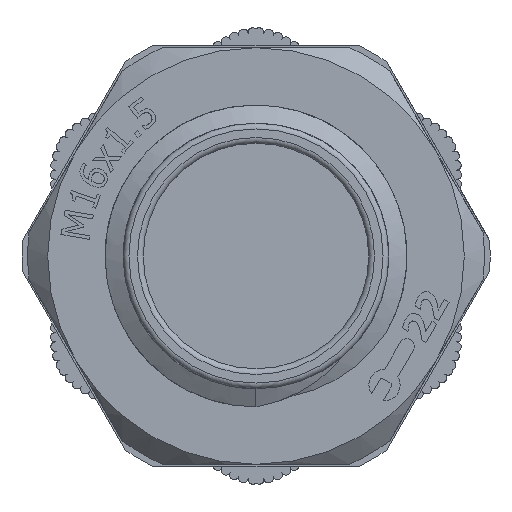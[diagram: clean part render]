
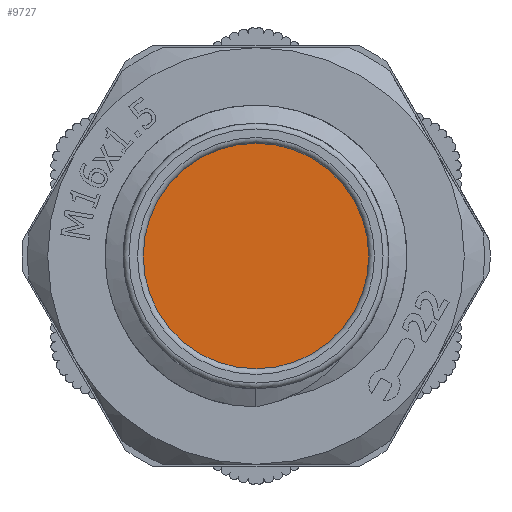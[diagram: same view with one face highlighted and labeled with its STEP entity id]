
A CAD part, front view. The second image highlights one B-rep face of the part: STEP entity #9727.
In plain terms, the highlighted planar face has unit normal (0, -1, 0).
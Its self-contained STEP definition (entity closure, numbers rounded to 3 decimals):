
#159=PLANE('',#10398);
#365=FACE_OUTER_BOUND('',#859,.T.);
#859=EDGE_LOOP('',(#6403));
#1521=CIRCLE('',#10399,5.9);
#3896=VERTEX_POINT('',#13933);
#4922=EDGE_CURVE('',#3896,#3896,#1521,.T.);
#6403=ORIENTED_EDGE('',*,*,#4922,.T.);
#9727=ADVANCED_FACE('',(#365),#159,.F.);
#10398=AXIS2_PLACEMENT_3D('',#13932,#11253,#11254);
#10399=AXIS2_PLACEMENT_3D('',#13934,#11255,#11256);
#11253=DIRECTION('center_axis',(0.,1.,0.));
#11254=DIRECTION('ref_axis',(0.,0.,1.));
#11255=DIRECTION('center_axis',(0.,-1.,0.));
#11256=DIRECTION('ref_axis',(0.,0.,1.));
#13932=CARTESIAN_POINT('Origin',(-5.329,-3.194,-0.124));
#13933=CARTESIAN_POINT('',(-6.022,-3.194,-5.9));
#13934=CARTESIAN_POINT('Origin',(-6.022,-3.194,0.));
